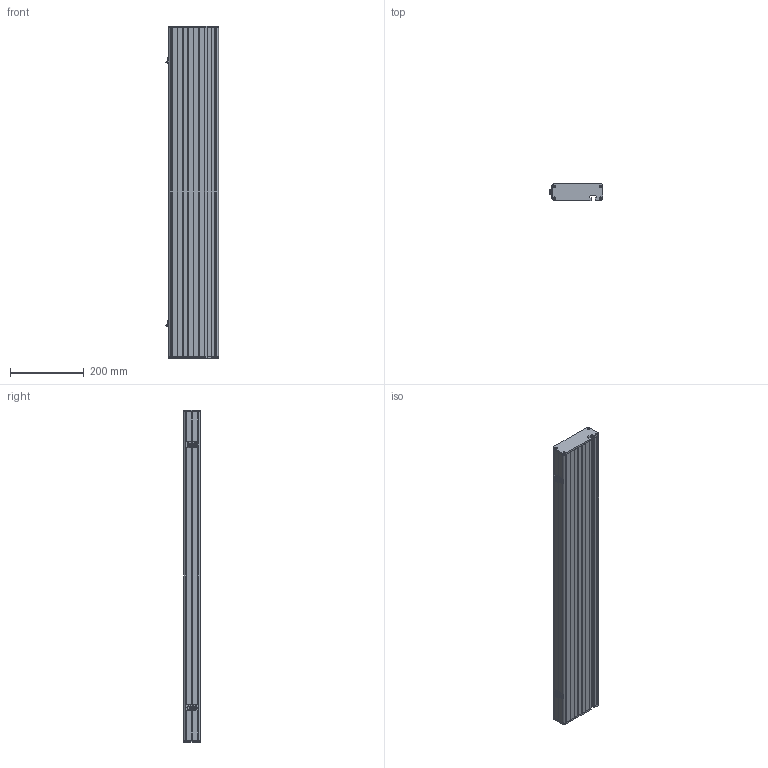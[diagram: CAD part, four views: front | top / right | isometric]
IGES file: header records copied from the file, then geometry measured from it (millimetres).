
Start section: SolidWorks IGES file using analytic representation for surfaces
Global section: file name: xab_assam_V1.IGS; native system: SolidWorks 2014; preprocessor: SolidWorks 2014; author: ng; date: 150709.213552; units: millimetre
Bounding box: 143.4 x 45 x 898 mm (x, y, z)
Surface area: 393499.2 mm2 (no closed solid volume)
Topology: 0 solids, 0 shells, 807 faces, 12194 edges, 12190 vertices
Faces by surface type: bspline 556, revolution 251
